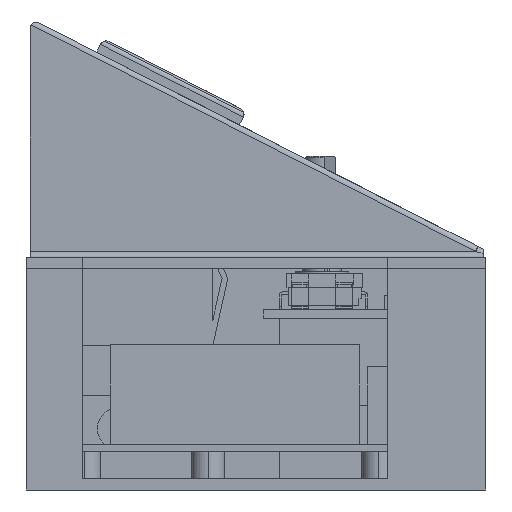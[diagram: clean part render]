
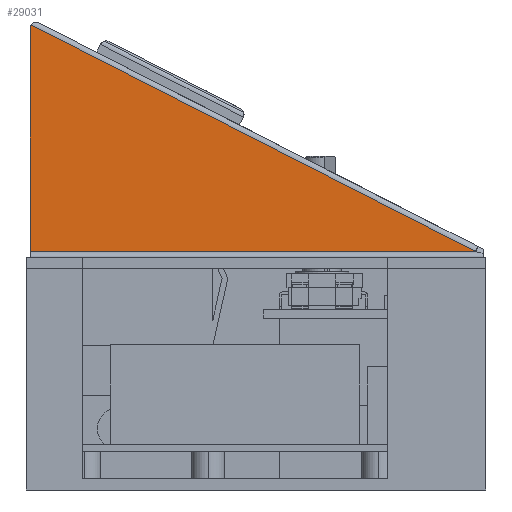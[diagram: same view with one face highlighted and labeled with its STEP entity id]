
A CAD part, left-side view. The second image highlights one B-rep face of the part: STEP entity #29031.
In plain terms, the highlighted planar face has unit normal (-1, 0, 0).
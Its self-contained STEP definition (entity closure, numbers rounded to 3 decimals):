
#28995=AXIS2_PLACEMENT_3D('Plane Axis2P3D',#28992,#28993,#28994) ;
#29022=AXIS2_PLACEMENT_3D('Circle Axis2P3D',#29020,#29021,$) ;
#28992=CARTESIAN_POINT('Axis2P3D Location',(47.883,82.109,2.)) ;
#28997=CARTESIAN_POINT('Line Origine',(47.883,82.109,23.184)) ;
#29001=CARTESIAN_POINT('Vertex',(47.883,82.109,3.)) ;
#29003=CARTESIAN_POINT('Vertex',(47.883,82.109,43.368)) ;
#29006=CARTESIAN_POINT('Line Origine',(47.883,41.996,3.)) ;
#29010=CARTESIAN_POINT('Vertex',(47.883,1.882,3.)) ;
#29013=CARTESIAN_POINT('Line Origine',(47.883,41.941,23.411)) ;
#29017=CARTESIAN_POINT('Vertex',(47.883,82.,43.822)) ;
#29020=CARTESIAN_POINT('Axis2P3D Location',(47.883,81.109,43.368)) ;
#28993=DIRECTION('Axis2P3D Direction',(-1.,0.,0.)) ;
#28994=DIRECTION('Axis2P3D XDirection',(0.,-1.,0.)) ;
#28998=DIRECTION('Vector Direction',(0.,0.,1.)) ;
#29007=DIRECTION('Vector Direction',(0.,-1.,0.)) ;
#29014=DIRECTION('Vector Direction',(0.,-0.891,-0.454)) ;
#29021=DIRECTION('Axis2P3D Direction',(-1.,0.,0.)) ;
#28999=VECTOR('Line Direction',#28998,1.) ;
#29008=VECTOR('Line Direction',#29007,1.) ;
#29015=VECTOR('Line Direction',#29014,1.) ;
#29026=ORIENTED_EDGE('',*,*,#29005,.F.) ;
#29027=ORIENTED_EDGE('',*,*,#29012,.F.) ;
#29028=ORIENTED_EDGE('',*,*,#29019,.T.) ;
#29029=ORIENTED_EDGE('',*,*,#29024,.F.) ;
#29031=ADVANCED_FACE('PartBody',(#29030),#28996,.T.) ;
#29023=CIRCLE('generated circle',#29022,1.) ;
#29005=EDGE_CURVE('',#29002,#29004,#29000,.T.) ;
#29012=EDGE_CURVE('',#29011,#29002,#29009,.F.) ;
#29019=EDGE_CURVE('',#29011,#29018,#29016,.F.) ;
#29024=EDGE_CURVE('',#29004,#29018,#29023,.F.) ;
#29025=EDGE_LOOP('',(#29026,#29027,#29028,#29029)) ;
#29030=FACE_OUTER_BOUND('',#29025,.T.) ;
#29000=LINE('Line',#28997,#28999) ;
#29009=LINE('Line',#29006,#29008) ;
#29016=LINE('Line',#29013,#29015) ;
#28996=PLANE('',#28995) ;
#29002=VERTEX_POINT('',#29001) ;
#29004=VERTEX_POINT('',#29003) ;
#29011=VERTEX_POINT('',#29010) ;
#29018=VERTEX_POINT('',#29017) ;
